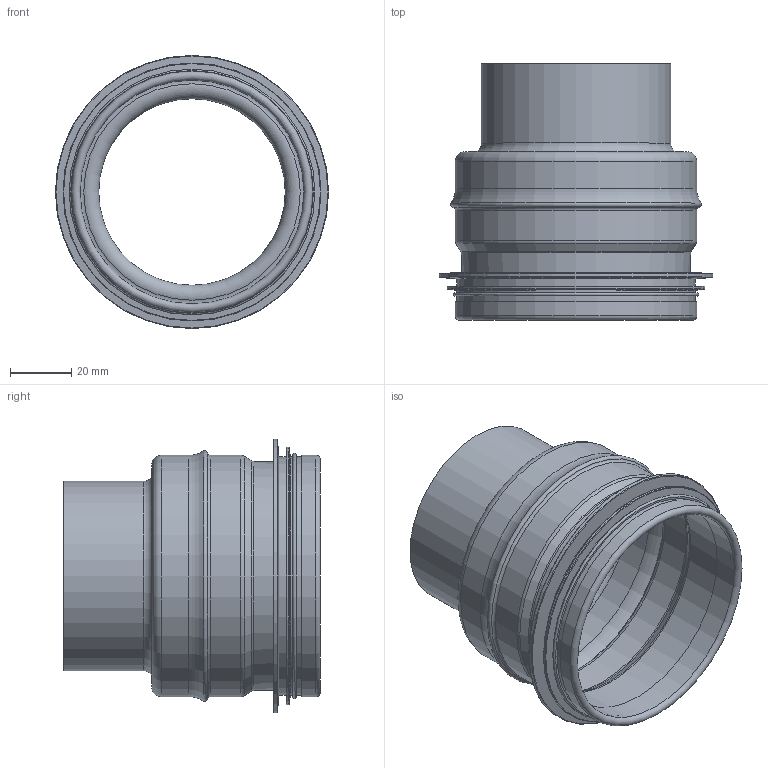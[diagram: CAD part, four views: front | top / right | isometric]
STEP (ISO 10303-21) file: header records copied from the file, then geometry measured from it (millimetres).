
FILE_DESCRIPTION((''),'2;1');
FILE_NAME('HFC_02-01.stp','2014-02-19T13:41:53',(''),(''),'Autodesk Inventor 2013','Autodesk Inventor 2013','');
FILE_SCHEMA(('AUTOMOTIVE_DESIGN { 1 2 10303 214 0 1 1 1 }'));
Length unit declared in the file: millimetre
Products named in the file (3): HFC_02-01; HFC_Rörämne-02-01; 999002
Assembly tree (2 placements, depth 2):
  HFC_02-01
    HFC_Rörämne-02-01
    999002
Bounding box: 89.45 x 84 x 89.45 mm (x, y, z)
Volume: 19571.3 mm3; surface area: 57409.9 mm2
Topology: 2 solids, 2 shells, 51 faces, 98 edges, 54 vertices
Faces by surface type: torus 22, cylinder 16, plane 7, cone 6
Full cylindrical faces by diameter (mm): 61.05 x1, 62.05 x1, 73.25 x1, 74.25 x1, 75.45 x1, 78.05 x6, 79.05 x3, 84.45 x1, 89.45 x1
Entity records: 1148 total; most frequent: DIRECTION 214, CARTESIAN_POINT 158, AXIS2_PLACEMENT_3D 107, ORIENTED_EDGE 102, EDGE_LOOP 102, VERTEX_POINT 51, CIRCLE 51, EDGE_CURVE 51
